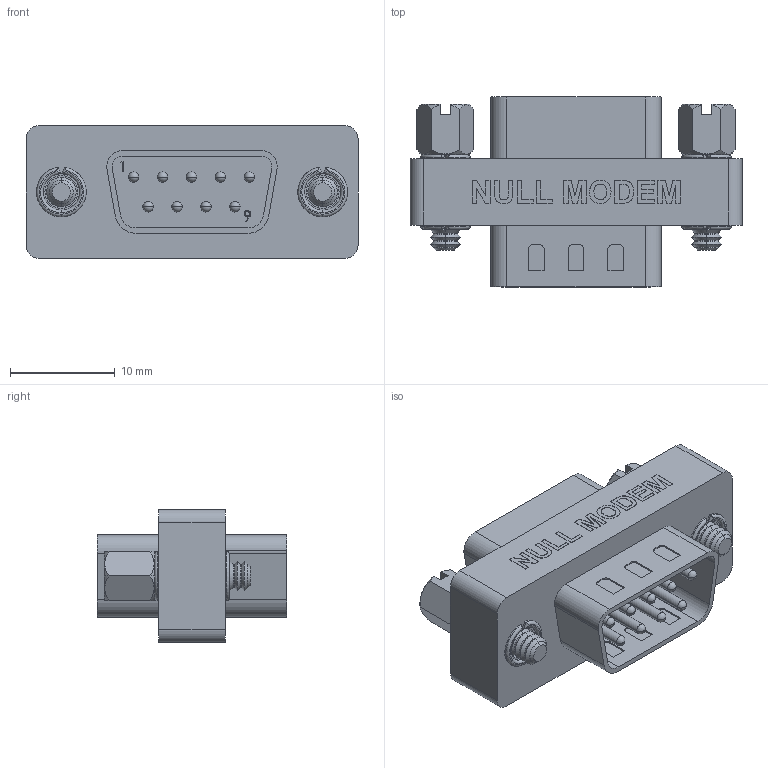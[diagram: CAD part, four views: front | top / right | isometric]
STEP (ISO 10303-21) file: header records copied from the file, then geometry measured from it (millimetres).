
FILE_DESCRIPTION (( 'STEP AP203' ), '1' );
FILE_NAME ('DMA060MF.STEP', '2006-06-23T18:44:47', ( 'lcom' ), ( 'lcom' ), 'SwSTEP 2.0', 'SolidWorks 2006004', '' );
FILE_SCHEMA (( 'CONFIG_CONTROL_DESIGN' ));
Length unit declared in the file: inch
Products named in the file (5): DMA060MF; SD9S_Without Mounting Flange and Solder Cups; 3AA05-002; SD9P_Without Mounting Flange and Solder Cups; DGB9F-MA1_NULL MODEM
Assembly tree (5 placements, depth 2):
  DMA060MF
    3AA05-002  x2
    DGB9F-MA1_NULL MODEM
    SD9S_Without Mounting Flange and Solder Cups
    SD9P_Without Mounting Flange and Solder Cups
Bounding box: 31.75 x 18.16 x 12.7 mm (x, y, z)
Volume: 3507.8 mm3; surface area: 3493.3 mm2
Topology: 5 solids, 5 shells, 937 faces, 2518 edges, 1633 vertices
Faces by surface type: plane 634, cylinder 140, bspline 65, cone 56, sphere 30, torus 12
Entity records: 33379 total; most frequent: CARTESIAN_POINT 11214, ORIENTED_EDGE 4664, DIRECTION 4130, EDGE_CURVE 2332, LINE 1870, VECTOR 1870, VERTEX_POINT 1532, AXIS2_PLACEMENT_3D 1130
